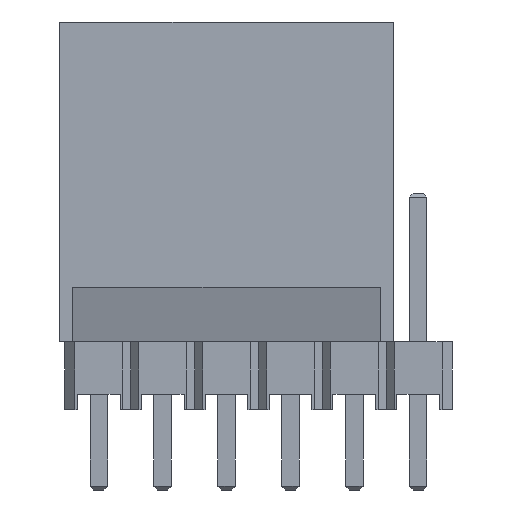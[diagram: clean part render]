
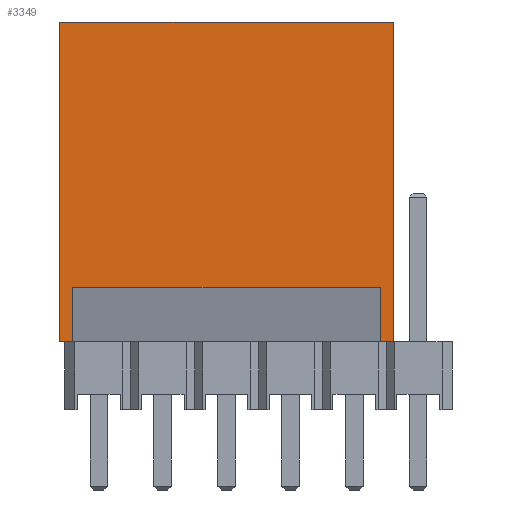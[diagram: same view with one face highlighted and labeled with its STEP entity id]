
A CAD part, front view. The second image highlights one B-rep face of the part: STEP entity #3349.
In plain terms, the highlighted planar face has unit normal (0, -1, 0).
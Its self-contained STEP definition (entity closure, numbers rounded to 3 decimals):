
#32 = EDGE_CURVE('',#33,#35,#37,.T.);
#33 = VERTEX_POINT('',#34);
#34 = CARTESIAN_POINT('',(4.851,-1.608,2.71));
#35 = VERTEX_POINT('',#36);
#36 = CARTESIAN_POINT('',(5.359,-1.608,2.71));
#37 = SURFACE_CURVE('',#38,(#42,#54),.PCURVE_S1.);
#38 = LINE('',#39,#40);
#39 = CARTESIAN_POINT('',(4.851,-1.608,2.71));
#40 = VECTOR('',#41,1.);
#41 = DIRECTION('',(1.,0.,0.));
#42 = PCURVE('',#43,#48);
#43 = PLANE('',#44);
#44 = AXIS2_PLACEMENT_3D('',#45,#46,#47);
#45 = CARTESIAN_POINT('',(-1.27,3.218,2.71));
#46 = DIRECTION('',(0.,0.,1.));
#47 = DIRECTION('',(-1.,-0.,0.));
#48 = DEFINITIONAL_REPRESENTATION('',(#49),#53);
#49 = LINE('',#50,#51);
#50 = CARTESIAN_POINT('',(-6.121,4.826));
#51 = VECTOR('',#52,1.);
#52 = DIRECTION('',(-1.,0.));
#53 = ( GEOMETRIC_REPRESENTATION_CONTEXT(2) 
PARAMETRIC_REPRESENTATION_CONTEXT() REPRESENTATION_CONTEXT('2D SPACE',''
  ) );
#54 = PCURVE('',#55,#60);
#55 = PLANE('',#56);
#56 = AXIS2_PLACEMENT_3D('',#57,#58,#59);
#57 = CARTESIAN_POINT('',(-7.899,-1.608,2.71));
#58 = DIRECTION('',(0.,-1.,0.));
#59 = DIRECTION('',(1.,0.,0.));
#60 = DEFINITIONAL_REPRESENTATION('',(#61),#65);
#61 = LINE('',#62,#63);
#62 = CARTESIAN_POINT('',(12.751,0.));
#63 = VECTOR('',#64,1.);
#64 = DIRECTION('',(1.,0.));
#65 = ( GEOMETRIC_REPRESENTATION_CONTEXT(2) 
PARAMETRIC_REPRESENTATION_CONTEXT() REPRESENTATION_CONTEXT('2D SPACE',''
  ) );
#83 = PLANE('',#84);
#84 = AXIS2_PLACEMENT_3D('',#85,#86,#87);
#85 = CARTESIAN_POINT('',(5.359,-1.608,2.71));
#86 = DIRECTION('',(1.,0.,0.));
#87 = DIRECTION('',(0.,1.,0.));
#124 = VERTEX_POINT('',#125);
#125 = CARTESIAN_POINT('',(-7.899,-1.608,2.71));
#139 = PLANE('',#140);
#140 = AXIS2_PLACEMENT_3D('',#141,#142,#143);
#141 = CARTESIAN_POINT('',(-7.899,3.218,2.71));
#142 = DIRECTION('',(-1.,-0.,0.));
#143 = DIRECTION('',(0.,-1.,0.));
#151 = EDGE_CURVE('',#124,#152,#154,.T.);
#152 = VERTEX_POINT('',#153);
#153 = CARTESIAN_POINT('',(-7.391,-1.608,2.71));
#154 = SURFACE_CURVE('',#155,(#159,#166),.PCURVE_S1.);
#155 = LINE('',#156,#157);
#156 = CARTESIAN_POINT('',(-7.899,-1.608,2.71));
#157 = VECTOR('',#158,1.);
#158 = DIRECTION('',(1.,0.,0.));
#159 = PCURVE('',#43,#160);
#160 = DEFINITIONAL_REPRESENTATION('',(#161),#165);
#161 = LINE('',#162,#163);
#162 = CARTESIAN_POINT('',(6.629,4.826));
#163 = VECTOR('',#164,1.);
#164 = DIRECTION('',(-1.,0.));
#165 = ( GEOMETRIC_REPRESENTATION_CONTEXT(2) 
PARAMETRIC_REPRESENTATION_CONTEXT() REPRESENTATION_CONTEXT('2D SPACE',''
  ) );
#166 = PCURVE('',#55,#167);
#167 = DEFINITIONAL_REPRESENTATION('',(#168),#172);
#168 = LINE('',#169,#170);
#169 = CARTESIAN_POINT('',(0.,0.));
#170 = VECTOR('',#171,1.);
#171 = DIRECTION('',(1.,0.));
#172 = ( GEOMETRIC_REPRESENTATION_CONTEXT(2) 
PARAMETRIC_REPRESENTATION_CONTEXT() REPRESENTATION_CONTEXT('2D SPACE',''
  ) );
#1334 = PLANE('',#1335);
#1335 = AXIS2_PLACEMENT_3D('',#1336,#1337,#1338);
#1336 = CARTESIAN_POINT('',(-1.27,3.218,15.41));
#1337 = DIRECTION('',(0.,0.,1.));
#1338 = DIRECTION('',(-1.,-0.,0.));
#1684 = VERTEX_POINT('',#1685);
#1685 = CARTESIAN_POINT('',(5.359,-1.608,15.41));
#1706 = EDGE_CURVE('',#1707,#1684,#1709,.T.);
#1707 = VERTEX_POINT('',#1708);
#1708 = CARTESIAN_POINT('',(-7.899,-1.608,15.41));
#1709 = SURFACE_CURVE('',#1710,(#1714,#1721),.PCURVE_S1.);
#1710 = LINE('',#1711,#1712);
#1711 = CARTESIAN_POINT('',(-7.899,-1.608,15.41));
#1712 = VECTOR('',#1713,1.);
#1713 = DIRECTION('',(1.,0.,0.));
#1714 = PCURVE('',#1334,#1715);
#1715 = DEFINITIONAL_REPRESENTATION('',(#1716),#1720);
#1716 = LINE('',#1717,#1718);
#1717 = CARTESIAN_POINT('',(6.629,4.826));
#1718 = VECTOR('',#1719,1.);
#1719 = DIRECTION('',(-1.,0.));
#1720 = ( GEOMETRIC_REPRESENTATION_CONTEXT(2) 
PARAMETRIC_REPRESENTATION_CONTEXT() REPRESENTATION_CONTEXT('2D SPACE',''
  ) );
#1721 = PCURVE('',#55,#1722);
#1722 = DEFINITIONAL_REPRESENTATION('',(#1723),#1727);
#1723 = LINE('',#1724,#1725);
#1724 = CARTESIAN_POINT('',(0.,12.7));
#1725 = VECTOR('',#1726,1.);
#1726 = DIRECTION('',(1.,0.));
#1727 = ( GEOMETRIC_REPRESENTATION_CONTEXT(2) 
PARAMETRIC_REPRESENTATION_CONTEXT() REPRESENTATION_CONTEXT('2D SPACE',''
  ) );
#3327 = EDGE_CURVE('',#35,#1684,#3328,.T.);
#3328 = SURFACE_CURVE('',#3329,(#3333,#3340),.PCURVE_S1.);
#3329 = LINE('',#3330,#3331);
#3330 = CARTESIAN_POINT('',(5.359,-1.608,2.71));
#3331 = VECTOR('',#3332,1.);
#3332 = DIRECTION('',(0.,0.,1.));
#3333 = PCURVE('',#83,#3334);
#3334 = DEFINITIONAL_REPRESENTATION('',(#3335),#3339);
#3335 = LINE('',#3336,#3337);
#3336 = CARTESIAN_POINT('',(0.,0.));
#3337 = VECTOR('',#3338,1.);
#3338 = DIRECTION('',(0.,1.));
#3339 = ( GEOMETRIC_REPRESENTATION_CONTEXT(2) 
PARAMETRIC_REPRESENTATION_CONTEXT() REPRESENTATION_CONTEXT('2D SPACE',''
  ) );
#3340 = PCURVE('',#55,#3341);
#3341 = DEFINITIONAL_REPRESENTATION('',(#3342),#3346);
#3342 = LINE('',#3343,#3344);
#3343 = CARTESIAN_POINT('',(13.259,0.));
#3344 = VECTOR('',#3345,1.);
#3345 = DIRECTION('',(0.,1.));
#3346 = ( GEOMETRIC_REPRESENTATION_CONTEXT(2) 
PARAMETRIC_REPRESENTATION_CONTEXT() REPRESENTATION_CONTEXT('2D SPACE',''
  ) );
#3349 = ADVANCED_FACE('',(#3350),#55,.T.);
#3350 = FACE_BOUND('',#3351,.F.);
#3351 = EDGE_LOOP('',(#3352,#3382,#3408,#3409,#3430,#3431,#3432,#3433));
#3352 = ORIENTED_EDGE('',*,*,#3353,.F.);
#3353 = EDGE_CURVE('',#3354,#3356,#3358,.T.);
#3354 = VERTEX_POINT('',#3355);
#3355 = CARTESIAN_POINT('',(-7.391,-1.608,4.869));
#3356 = VERTEX_POINT('',#3357);
#3357 = CARTESIAN_POINT('',(4.851,-1.608,4.869));
#3358 = SURFACE_CURVE('',#3359,(#3363,#3370),.PCURVE_S1.);
#3359 = LINE('',#3360,#3361);
#3360 = CARTESIAN_POINT('',(-7.391,-1.608,4.869));
#3361 = VECTOR('',#3362,1.);
#3362 = DIRECTION('',(1.,0.,0.));
#3363 = PCURVE('',#55,#3364);
#3364 = DEFINITIONAL_REPRESENTATION('',(#3365),#3369);
#3365 = LINE('',#3366,#3367);
#3366 = CARTESIAN_POINT('',(0.508,2.159));
#3367 = VECTOR('',#3368,1.);
#3368 = DIRECTION('',(1.,0.));
#3369 = ( GEOMETRIC_REPRESENTATION_CONTEXT(2) 
PARAMETRIC_REPRESENTATION_CONTEXT() REPRESENTATION_CONTEXT('2D SPACE',''
  ) );
#3370 = PCURVE('',#3371,#3376);
#3371 = PLANE('',#3372);
#3372 = AXIS2_PLACEMENT_3D('',#3373,#3374,#3375);
#3373 = CARTESIAN_POINT('',(4.851,-1.608,4.869));
#3374 = DIRECTION('',(0.,0.,1.));
#3375 = DIRECTION('',(0.,-1.,0.));
#3376 = DEFINITIONAL_REPRESENTATION('',(#3377),#3381);
#3377 = LINE('',#3378,#3379);
#3378 = CARTESIAN_POINT('',(0.,-12.243));
#3379 = VECTOR('',#3380,1.);
#3380 = DIRECTION('',(0.,1.));
#3381 = ( GEOMETRIC_REPRESENTATION_CONTEXT(2) 
PARAMETRIC_REPRESENTATION_CONTEXT() REPRESENTATION_CONTEXT('2D SPACE',''
  ) );
#3382 = ORIENTED_EDGE('',*,*,#3383,.F.);
#3383 = EDGE_CURVE('',#152,#3354,#3384,.T.);
#3384 = SURFACE_CURVE('',#3385,(#3389,#3396),.PCURVE_S1.);
#3385 = LINE('',#3386,#3387);
#3386 = CARTESIAN_POINT('',(-7.391,-1.608,2.71));
#3387 = VECTOR('',#3388,1.);
#3388 = DIRECTION('',(0.,0.,1.));
#3389 = PCURVE('',#55,#3390);
#3390 = DEFINITIONAL_REPRESENTATION('',(#3391),#3395);
#3391 = LINE('',#3392,#3393);
#3392 = CARTESIAN_POINT('',(0.508,0.));
#3393 = VECTOR('',#3394,1.);
#3394 = DIRECTION('',(0.,1.));
#3395 = ( GEOMETRIC_REPRESENTATION_CONTEXT(2) 
PARAMETRIC_REPRESENTATION_CONTEXT() REPRESENTATION_CONTEXT('2D SPACE',''
  ) );
#3396 = PCURVE('',#3397,#3402);
#3397 = PLANE('',#3398);
#3398 = AXIS2_PLACEMENT_3D('',#3399,#3400,#3401);
#3399 = CARTESIAN_POINT('',(-7.391,3.218,2.71));
#3400 = DIRECTION('',(-1.,-0.,0.));
#3401 = DIRECTION('',(0.,-1.,0.));
#3402 = DEFINITIONAL_REPRESENTATION('',(#3403),#3407);
#3403 = LINE('',#3404,#3405);
#3404 = CARTESIAN_POINT('',(4.826,0.));
#3405 = VECTOR('',#3406,1.);
#3406 = DIRECTION('',(0.,1.));
#3407 = ( GEOMETRIC_REPRESENTATION_CONTEXT(2) 
PARAMETRIC_REPRESENTATION_CONTEXT() REPRESENTATION_CONTEXT('2D SPACE',''
  ) );
#3408 = ORIENTED_EDGE('',*,*,#151,.F.);
#3409 = ORIENTED_EDGE('',*,*,#3410,.T.);
#3410 = EDGE_CURVE('',#124,#1707,#3411,.T.);
#3411 = SURFACE_CURVE('',#3412,(#3416,#3423),.PCURVE_S1.);
#3412 = LINE('',#3413,#3414);
#3413 = CARTESIAN_POINT('',(-7.899,-1.608,2.71));
#3414 = VECTOR('',#3415,1.);
#3415 = DIRECTION('',(0.,0.,1.));
#3416 = PCURVE('',#55,#3417);
#3417 = DEFINITIONAL_REPRESENTATION('',(#3418),#3422);
#3418 = LINE('',#3419,#3420);
#3419 = CARTESIAN_POINT('',(0.,0.));
#3420 = VECTOR('',#3421,1.);
#3421 = DIRECTION('',(0.,1.));
#3422 = ( GEOMETRIC_REPRESENTATION_CONTEXT(2) 
PARAMETRIC_REPRESENTATION_CONTEXT() REPRESENTATION_CONTEXT('2D SPACE',''
  ) );
#3423 = PCURVE('',#139,#3424);
#3424 = DEFINITIONAL_REPRESENTATION('',(#3425),#3429);
#3425 = LINE('',#3426,#3427);
#3426 = CARTESIAN_POINT('',(4.826,0.));
#3427 = VECTOR('',#3428,1.);
#3428 = DIRECTION('',(0.,1.));
#3429 = ( GEOMETRIC_REPRESENTATION_CONTEXT(2) 
PARAMETRIC_REPRESENTATION_CONTEXT() REPRESENTATION_CONTEXT('2D SPACE',''
  ) );
#3430 = ORIENTED_EDGE('',*,*,#1706,.T.);
#3431 = ORIENTED_EDGE('',*,*,#3327,.F.);
#3432 = ORIENTED_EDGE('',*,*,#32,.F.);
#3433 = ORIENTED_EDGE('',*,*,#3434,.T.);
#3434 = EDGE_CURVE('',#33,#3356,#3435,.T.);
#3435 = SURFACE_CURVE('',#3436,(#3440,#3447),.PCURVE_S1.);
#3436 = LINE('',#3437,#3438);
#3437 = CARTESIAN_POINT('',(4.851,-1.608,2.71));
#3438 = VECTOR('',#3439,1.);
#3439 = DIRECTION('',(0.,0.,1.));
#3440 = PCURVE('',#55,#3441);
#3441 = DEFINITIONAL_REPRESENTATION('',(#3442),#3446);
#3442 = LINE('',#3443,#3444);
#3443 = CARTESIAN_POINT('',(12.751,0.));
#3444 = VECTOR('',#3445,1.);
#3445 = DIRECTION('',(0.,1.));
#3446 = ( GEOMETRIC_REPRESENTATION_CONTEXT(2) 
PARAMETRIC_REPRESENTATION_CONTEXT() REPRESENTATION_CONTEXT('2D SPACE',''
  ) );
#3447 = PCURVE('',#3448,#3453);
#3448 = PLANE('',#3449);
#3449 = AXIS2_PLACEMENT_3D('',#3450,#3451,#3452);
#3450 = CARTESIAN_POINT('',(4.851,-1.608,2.71));
#3451 = DIRECTION('',(1.,0.,0.));
#3452 = DIRECTION('',(0.,1.,0.));
#3453 = DEFINITIONAL_REPRESENTATION('',(#3454),#3458);
#3454 = LINE('',#3455,#3456);
#3455 = CARTESIAN_POINT('',(0.,0.));
#3456 = VECTOR('',#3457,1.);
#3457 = DIRECTION('',(0.,1.));
#3458 = ( GEOMETRIC_REPRESENTATION_CONTEXT(2) 
PARAMETRIC_REPRESENTATION_CONTEXT() REPRESENTATION_CONTEXT('2D SPACE',''
  ) );
